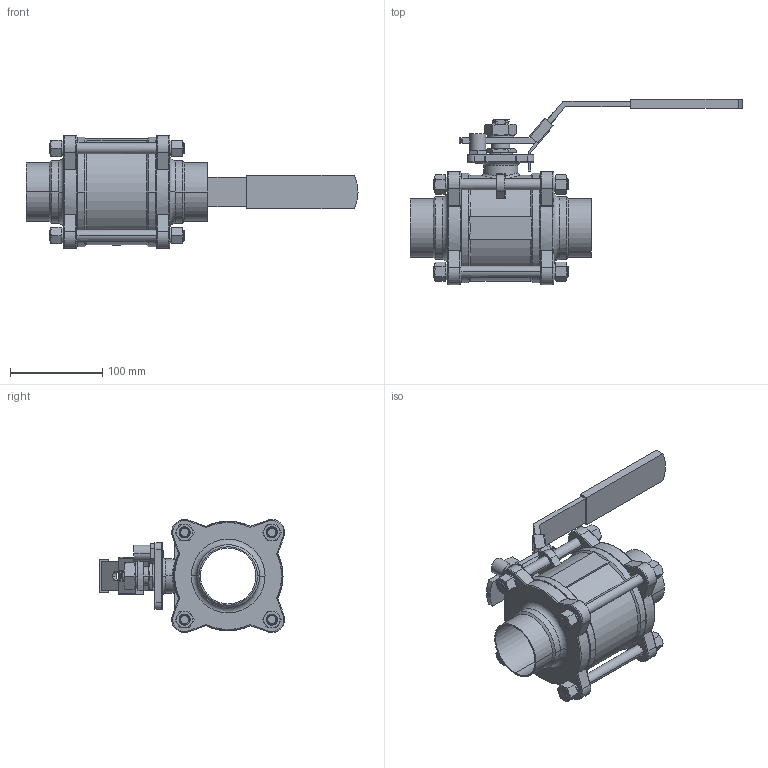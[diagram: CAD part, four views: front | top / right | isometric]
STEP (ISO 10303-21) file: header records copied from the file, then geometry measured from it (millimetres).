
FILE_DESCRIPTION((''),'2;1');
FILE_NAME('2012CM-065_ASM','2014-12-23T',('Administrator'),(''),'PRO/ENGINEER BY PARAMETRIC TECHNOLOGY CORPORATION, 2011080','PRO/ENGINEER BY PARAMETRIC TECHNOLOGY CORPORATION, 2011080','');
FILE_SCHEMA(('CONFIG_CONTROL_DESIGN'));
Length unit declared in the file: millimetre
Products named in the file (13): 2013CM-BODY-065_0; 2013CM-BALL-065_0; 2013CM-STME-065_0; 2013CM-GLANDNUT-065_0; 2013CM-HANDLE-065_0; DIANPIAN065_0; DIANPIANLUOMU065_0; 2013CM-STOPPIN-065_0; 2012CM-CAP-BW-065; 2013CM-STUD-065_0; LUOGANDIANPIAN065; LUOMU065_0; 2012CM-065_ASM
Assembly tree (30 placements, depth 2):
  2012CM-065_ASM
    2013CM-BODY-065_0
    2013CM-BALL-065_0
    2013CM-STME-065_0
    2013CM-GLANDNUT-065_0
    2013CM-HANDLE-065_0
    DIANPIAN065_0
    DIANPIANLUOMU065_0
    2013CM-STOPPIN-065_0
    2012CM-CAP-BW-065  x2
    2013CM-STUD-065_0  x4
    LUOGANDIANPIAN065  x8
    LUOMU065_0  x8
Bounding box: 360.5 x 201.38 x 122.75 mm (x, y, z)
Volume: 1049194.2 mm3; surface area: 303224.6 mm2
Topology: 30 solids, 30 shells, 1066 faces, 2652 edges, 1657 vertices
Faces by surface type: cylinder 457, plane 221, cone 162, bspline 138, torus 80, sphere 8
Entity records: 31036 total; most frequent: CARTESIAN_POINT 18142, ORIENTED_EDGE 2772, DIRECTION 2406, EDGE_CURVE 1386, AXIS2_PLACEMENT_3D 952, VERTEX_POINT 869, EDGE_LOOP 603, FACE_OUTER_BOUND 553
